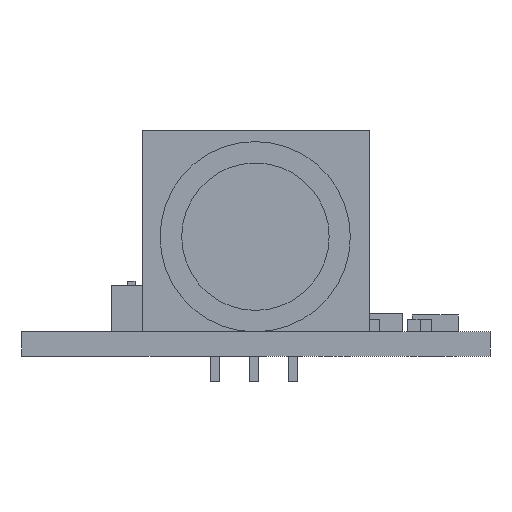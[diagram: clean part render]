
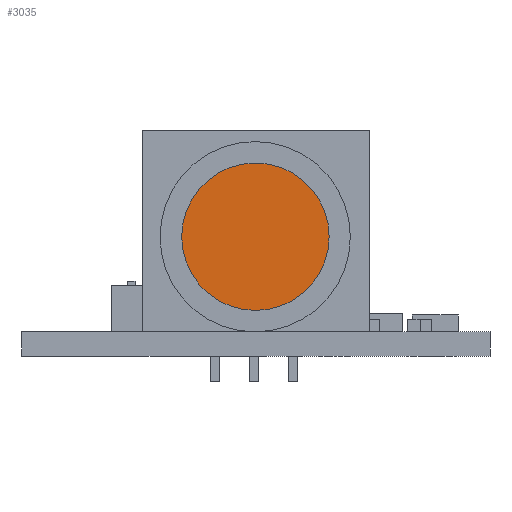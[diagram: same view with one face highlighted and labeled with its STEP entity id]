
A CAD part, left-side view. The second image highlights one B-rep face of the part: STEP entity #3035.
In plain terms, the highlighted face is planar.
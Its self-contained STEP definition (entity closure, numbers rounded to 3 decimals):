
#2944 = VERTEX_POINT('',#2945);
#2945 = CARTESIAN_POINT('',(4.801,0.,12.192));
#2952 = CYLINDRICAL_SURFACE('',#2953,4.801);
#2953 = AXIS2_PLACEMENT_3D('',#2954,#2955,#2956);
#2954 = CARTESIAN_POINT('',(0.,0.,0.));
#2955 = DIRECTION('',(0.,0.,-1.));
#2956 = DIRECTION('',(1.,0.,0.));
#3002 = EDGE_CURVE('',#2944,#2944,#3003,.T.);
#3003 = SURFACE_CURVE('',#3004,(#3009,#3015),.PCURVE_S1.);
#3004 = CIRCLE('',#3005,4.801);
#3005 = AXIS2_PLACEMENT_3D('',#3006,#3007,#3008);
#3006 = CARTESIAN_POINT('',(0.,0.,12.192));
#3007 = DIRECTION('',(0.,0.,1.));
#3008 = DIRECTION('',(1.,0.,0.));
#3009 = PCURVE('',#2952,#3010);
#3010 = DEFINITIONAL_REPRESENTATION('',(#3011),#3014);
#3011 = B_SPLINE_CURVE_WITH_KNOTS('',1,(#3012,#3013),.UNSPECIFIED.,.F.,
  .F.,(2,2),(0.,6.283),.PIECEWISE_BEZIER_KNOTS.);
#3012 = CARTESIAN_POINT('',(6.283,-12.192));
#3013 = CARTESIAN_POINT('',(0.,-12.192));
#3014 = ( GEOMETRIC_REPRESENTATION_CONTEXT(2) 
PARAMETRIC_REPRESENTATION_CONTEXT() REPRESENTATION_CONTEXT('2D SPACE',''
  ) );
#3015 = PCURVE('',#3016,#3021);
#3016 = PLANE('',#3017);
#3017 = AXIS2_PLACEMENT_3D('',#3018,#3019,#3020);
#3018 = CARTESIAN_POINT('',(4.801,0.,12.192));
#3019 = DIRECTION('',(0.,0.,-1.));
#3020 = DIRECTION('',(-1.,0.,0.));
#3021 = DEFINITIONAL_REPRESENTATION('',(#3022),#3030);
#3022 = ( BOUNDED_CURVE() B_SPLINE_CURVE(2,(#3023,#3024,#3025,#3026,
#3027,#3028,#3029),.UNSPECIFIED.,.F.,.F.) B_SPLINE_CURVE_WITH_KNOTS((1,2
    ,2,2,2,1),(-2.094,0.,2.094,4.189,
6.283,8.378),.UNSPECIFIED.) CURVE() 
GEOMETRIC_REPRESENTATION_ITEM() RATIONAL_B_SPLINE_CURVE((1.,0.5,1.,0.5,
1.,0.5,1.)) REPRESENTATION_ITEM('') );
#3023 = CARTESIAN_POINT('',(0.,0.));
#3024 = CARTESIAN_POINT('',(0.,8.315));
#3025 = CARTESIAN_POINT('',(7.201,4.157));
#3026 = CARTESIAN_POINT('',(14.402,0.));
#3027 = CARTESIAN_POINT('',(7.201,-4.157));
#3028 = CARTESIAN_POINT('',(0.,-8.315));
#3029 = CARTESIAN_POINT('',(0.,0.));
#3030 = ( GEOMETRIC_REPRESENTATION_CONTEXT(2) 
PARAMETRIC_REPRESENTATION_CONTEXT() REPRESENTATION_CONTEXT('2D SPACE',''
  ) );
#3035 = ADVANCED_FACE('',(#3036),#3016,.F.);
#3036 = FACE_BOUND('',#3037,.T.);
#3037 = EDGE_LOOP('',(#3038));
#3038 = ORIENTED_EDGE('',*,*,#3002,.T.);
